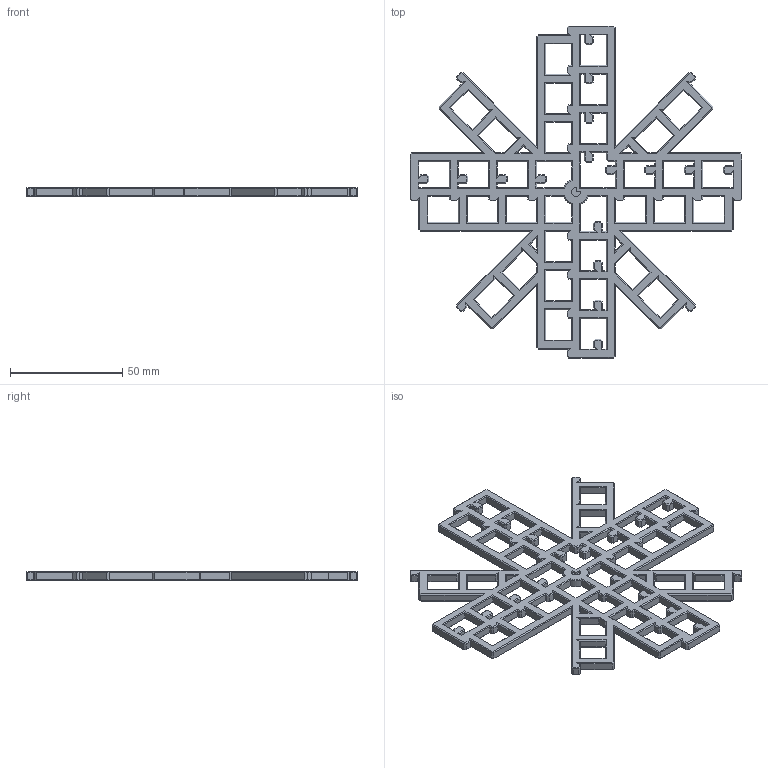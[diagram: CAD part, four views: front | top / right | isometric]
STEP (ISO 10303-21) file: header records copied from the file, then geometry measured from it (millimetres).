
FILE_DESCRIPTION(('Open CASCADE Model'),'2;1');
FILE_NAME('Open CASCADE Shape Model','2024-03-23T13:07:38',('Author'),( 'Open CASCADE'),'Open CASCADE STEP processor 7.7','Open CASCADE 7.7' ,'Unknown');
FILE_SCHEMA(('AUTOMOTIVE_DESIGN { 1 0 10303 214 1 1 1 1 }'));
Products named in the file (1): Open CASCADE STEP translator 7.7 145
Bounding box: 148 x 148 x 4 mm (x, y, z)
Volume: 25697.3 mm3; surface area: 23325.7 mm2
Topology: 1 solids, 1 shells, 1224 faces, 2851 edges, 1630 vertices
Faces by surface type: plane 1214, cone 6, cylinder 4
Entity records: 70046 total; most frequent: CARTESIAN_POINT 11769, DIRECTION 10733, LINE 8224, VECTOR 8224, ORIENTED_EDGE 5702, PCURVE 5702, DEFINITIONAL_REPRESENTATION 5702, EDGE_CURVE 2851
